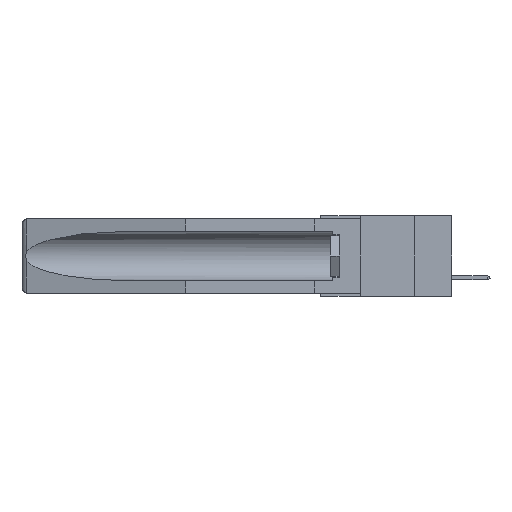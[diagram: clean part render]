
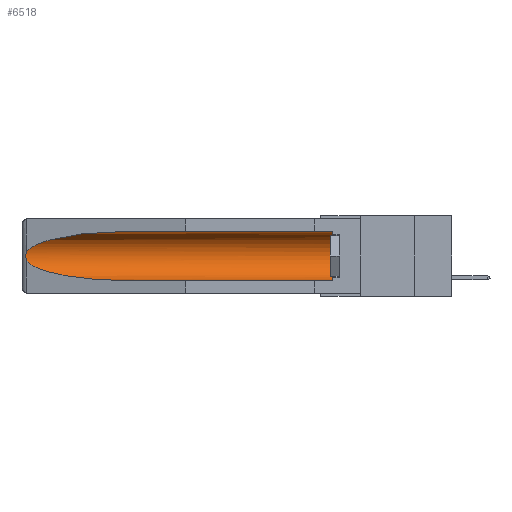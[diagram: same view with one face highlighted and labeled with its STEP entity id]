
A CAD part, left-side view. The second image highlights one B-rep face of the part: STEP entity #6518.
In plain terms, the highlighted cylindrical face has radius 2.857 mm (diameter 5.715 mm), a partial arc.
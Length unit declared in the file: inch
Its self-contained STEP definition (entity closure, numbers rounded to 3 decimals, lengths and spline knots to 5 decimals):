
#648 = CARTESIAN_POINT ( 'NONE',  ( 0.26597, 1.52961, -0.15275 ) ) ;
#1149 = CARTESIAN_POINT ( 'NONE',  ( 0.25451, 1.48313, -0.24835 ) ) ;
#1588 = EDGE_LOOP ( 'NONE', ( #10987, #3960, #14223, #3692, #10827, #14075 ) ) ;
#1816 = CARTESIAN_POINT ( 'NONE',  ( 0.2675, 1.53308, -0.17534 ) ) ;
#1878 = CARTESIAN_POINT ( 'NONE',  ( 0.26537, 1.52718, -0.14972 ) ) ;
#1909 = EDGE_CURVE ( 'NONE', #2752, #2650, #7240, .T. ) ;
#2634 = CARTESIAN_POINT ( 'NONE',  ( 0.155, -0.30754, -0.059 ) ) ;
#2650 = VERTEX_POINT ( 'NONE', #15522 ) ;
#2752 = VERTEX_POINT ( 'NONE', #14322 ) ;
#2807 = CARTESIAN_POINT ( 'NONE',  ( 0.155, 0.126, -0.284 ) ) ;
#3126 = CARTESIAN_POINT ( 'NONE',  ( 0.26537, 1.52718, -0.19328 ) ) ;
#3186 = CARTESIAN_POINT ( 'NONE',  ( 0.2673, 1.53269, -0.17917 ) ) ;
#3404 = VERTEX_POINT ( 'NONE', #6155 ) ;
#3650 = CARTESIAN_POINT ( 'NONE',  ( 0.155, 0.126, -0.1715 ) ) ;
#3682 = CARTESIAN_POINT ( 'NONE',  ( 0.21114, 1.30732, -0.284 ) ) ;
#3692 = ORIENTED_EDGE ( 'NONE', *, *, #4649, .F. ) ;
#3811 = DIRECTION ( 'NONE',  ( 0., 0., 1. ) ) ;
#3960 = ORIENTED_EDGE ( 'NONE', *, *, #7187, .T. ) ;
#4347 = B_SPLINE_CURVE_WITH_KNOTS ( 'NONE', 3,
 ( #1878, #648, #10571, #4400, #15514, #1816, #3186, #9239, #15419, #3126 ),
 .UNSPECIFIED., .F., .F.,
 ( 4, 2, 2, 2, 4 ),
 ( 0., 0.00029, 0.00058, 0.00087, 0.00117 ),
 .UNSPECIFIED. ) ;
#4400 = CARTESIAN_POINT ( 'NONE',  ( 0.2673, 1.5327, -0.16383 ) ) ;
#4414 = EDGE_CURVE ( 'NONE', #6740, #2752, #8647, .T. ) ;
#4639 = CARTESIAN_POINT ( 'NONE',  ( 0.155, -0.30754, -0.284 ) ) ;
#4649 = EDGE_CURVE ( 'NONE', #5264, #5312, #9598, .T. ) ;
#5264 = VERTEX_POINT ( 'NONE', #2807 ) ;
#5312 = VERTEX_POINT ( 'NONE', #15363 ) ;
#5531 = DIRECTION ( 'NONE',  ( 0., 1., 0. ) ) ;
#5679 = CARTESIAN_POINT ( 'NONE',  ( 0.155, 0.126, -0.059 ) ) ;
#6155 = CARTESIAN_POINT ( 'NONE',  ( 0.26537, 1.52718, -0.19328 ) ) ;
#6160 = CYLINDRICAL_SURFACE ( 'NONE', #7753, 0.1125 ) ;
#6518 = ADVANCED_FACE ( 'NONE', ( #16002 ), #6160, .F. ) ;
#6740 = VERTEX_POINT ( 'NONE', #5679 ) ;
#6786 = CARTESIAN_POINT ( 'NONE',  ( 0.155, 1.07973, -0.059 ) ) ;
#7187 = EDGE_CURVE ( 'NONE', #2650, #3404, #4347, .T. ) ;
#7240 =( BOUNDED_CURVE ( )  B_SPLINE_CURVE ( 3, ( #6786, #7829, #15255, #12697 ),
 .UNSPECIFIED., .F., .F. ) 
 B_SPLINE_CURVE_WITH_KNOTS ( ( 4, 4 ),
 ( 4.71239, 6.08839 ),
 .UNSPECIFIED. ) 
 CURVE ( )  GEOMETRIC_REPRESENTATION_ITEM ( )  RATIONAL_B_SPLINE_CURVE ( ( 1., 0.848, 0.848, 1. ) ) 
 REPRESENTATION_ITEM ( '' )  );
#7270 = DIRECTION ( 'NONE',  ( 0., 1., 0. ) ) ;
#7753 = AXIS2_PLACEMENT_3D ( 'NONE', #12970, #5531, #12760 ) ;
#7829 = CARTESIAN_POINT ( 'NONE',  ( 0.21114, 1.30732, -0.059 ) ) ;
#8641 = CARTESIAN_POINT ( 'NONE',  ( 0.26537, 1.52718, -0.19328 ) ) ;
#8647 = LINE ( 'NONE', #2634, #15956 ) ;
#8694 = CARTESIAN_POINT ( 'NONE',  ( 0.155, 1.07973, -0.284 ) ) ;
#9062 = AXIS2_PLACEMENT_3D ( 'NONE', #3650, #12512, #3811 ) ;
#9239 = CARTESIAN_POINT ( 'NONE',  ( 0.26655, 1.53094, -0.18657 ) ) ;
#9598 = LINE ( 'NONE', #4639, #11714 ) ;
#10571 = CARTESIAN_POINT ( 'NONE',  ( 0.26654, 1.53092, -0.15636 ) ) ;
#10827 = ORIENTED_EDGE ( 'NONE', *, *, #14617, .T. ) ;
#10987 = ORIENTED_EDGE ( 'NONE', *, *, #1909, .T. ) ;
#11690 = CIRCLE ( 'NONE', #9062, 0.1125 ) ;
#11714 = VECTOR ( 'NONE', #7270, 39.37008 ) ;
#12512 = DIRECTION ( 'NONE',  ( 0., -1., 0. ) ) ;
#12697 = CARTESIAN_POINT ( 'NONE',  ( 0.26537, 1.52718, -0.14972 ) ) ;
#12760 = DIRECTION ( 'NONE',  ( 0., 0., 1. ) ) ;
#12970 = CARTESIAN_POINT ( 'NONE',  ( 0.155, -0.30754, -0.1715 ) ) ;
#14075 = ORIENTED_EDGE ( 'NONE', *, *, #4414, .T. ) ;
#14223 = ORIENTED_EDGE ( 'NONE', *, *, #15098, .T. ) ;
#14322 = CARTESIAN_POINT ( 'NONE',  ( 0.155, 1.07973, -0.059 ) ) ;
#14617 = EDGE_CURVE ( 'NONE', #5264, #6740, #11690, .T. ) ;
#14625 =( BOUNDED_CURVE ( )  B_SPLINE_CURVE ( 3, ( #8641, #1149, #3682, #8694 ),
 .UNSPECIFIED., .F., .F. ) 
 B_SPLINE_CURVE_WITH_KNOTS ( ( 4, 4 ),
 ( 0.1948, 1.5708 ),
 .UNSPECIFIED. ) 
 CURVE ( )  GEOMETRIC_REPRESENTATION_ITEM ( )  RATIONAL_B_SPLINE_CURVE ( ( 1., 0.848, 0.848, 1. ) ) 
 REPRESENTATION_ITEM ( '' )  );
#14942 = DIRECTION ( 'NONE',  ( 0., 1., 0. ) ) ;
#15098 = EDGE_CURVE ( 'NONE', #3404, #5312, #14625, .T. ) ;
#15255 = CARTESIAN_POINT ( 'NONE',  ( 0.25451, 1.48313, -0.09465 ) ) ;
#15363 = CARTESIAN_POINT ( 'NONE',  ( 0.155, 1.07973, -0.284 ) ) ;
#15419 = CARTESIAN_POINT ( 'NONE',  ( 0.26597, 1.5296, -0.19026 ) ) ;
#15514 = CARTESIAN_POINT ( 'NONE',  ( 0.2675, 1.53308, -0.16763 ) ) ;
#15522 = CARTESIAN_POINT ( 'NONE',  ( 0.26537, 1.52718, -0.14972 ) ) ;
#15956 = VECTOR ( 'NONE', #14942, 39.37008 ) ;
#16002 = FACE_OUTER_BOUND ( 'NONE', #1588, .T. ) ;
